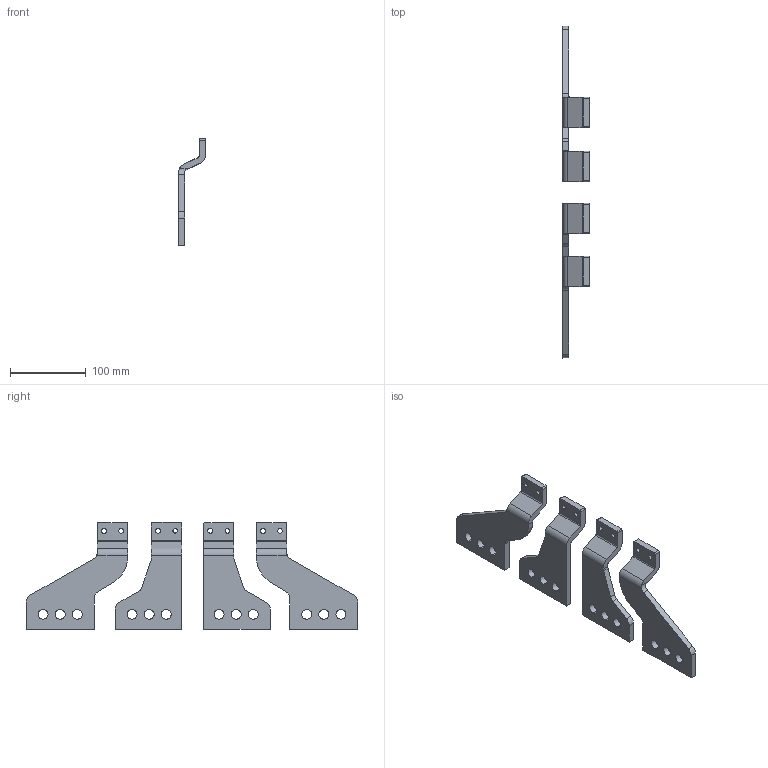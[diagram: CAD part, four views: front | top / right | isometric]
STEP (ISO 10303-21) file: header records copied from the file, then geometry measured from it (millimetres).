
FILE_DESCRIPTION((''),'2;1');
FILE_NAME('1SDH002065A1220_IGES','2019-05-27T',('ITSTCAR1'),(''),'CREO PARAMETRIC BY PTC INC, 2016050','CREO PARAMETRIC BY PTC INC, 2016050','');
FILE_SCHEMA(('AUTOMOTIVE_DESIGN { 1 0 10303 214 1 1 1 1 }'));
Length unit declared in the file: millimetre
Products named in the file (1): 1SDH002065A1220_IGES
Bounding box: 34.54 x 437.5 x 141.07 mm (x, y, z)
Volume: 284407.7 mm3; surface area: 91853.1 mm2
Topology: 4 solids, 4 shells, 140 faces, 410 edges, 278 vertices
Faces by surface type: cylinder 78, plane 62
Entity records: 6493 total; most frequent: CARTESIAN_POINT 910, DIRECTION 852, ORIENTED_EDGE 820, EDGE_CURVE 410, AXIS2_PLACEMENT_3D 308, VERTEX_POINT 278, VECTOR 236, LINE 236
